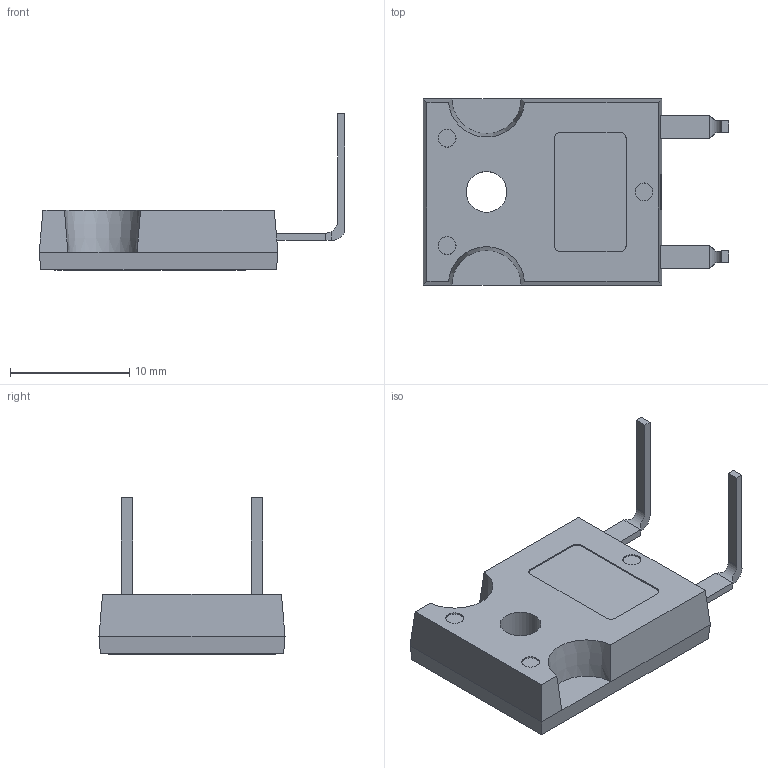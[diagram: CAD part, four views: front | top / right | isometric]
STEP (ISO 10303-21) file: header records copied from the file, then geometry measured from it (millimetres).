
FILE_DESCRIPTION(/* description */ (''),/* implementation_level */ '2;1');
FILE_NAME(/* name */ 'b.step',/* time_stamp */ '2020-01-18T11:29:17+03:00',/* author */ (''),/* organization */ (''),/* preprocessor_version */ 'ST-DEVELOPER v18',/* originating_system */ 'Autodesk Translation Framework v8.12.0.6',/* authorisation */ '');
FILE_SCHEMA (('AUTOMOTIVE_DESIGN { 1 0 10303 214 3 1 1 }'));
Length unit declared in the file: millimetre
Products named in the file (1): b
Bounding box: 25.6 x 15.6 x 13.1 mm (x, y, z)
Volume: 1385.5 mm3; surface area: 1121.7 mm2
Topology: 1 solids, 1 shells, 90 faces, 233 edges, 154 vertices
Faces by surface type: plane 73, cone 9, cylinder 8
Full cylindrical faces by diameter (mm): 3.4 x1, 6 x1
Entity records: 2905 total; most frequent: CARTESIAN_POINT 526, ORIENTED_EDGE 466, DIRECTION 459, EDGE_CURVE 233, LINE 181, VECTOR 181, VERTEX_POINT 154, AXIS2_PLACEMENT_3D 139
